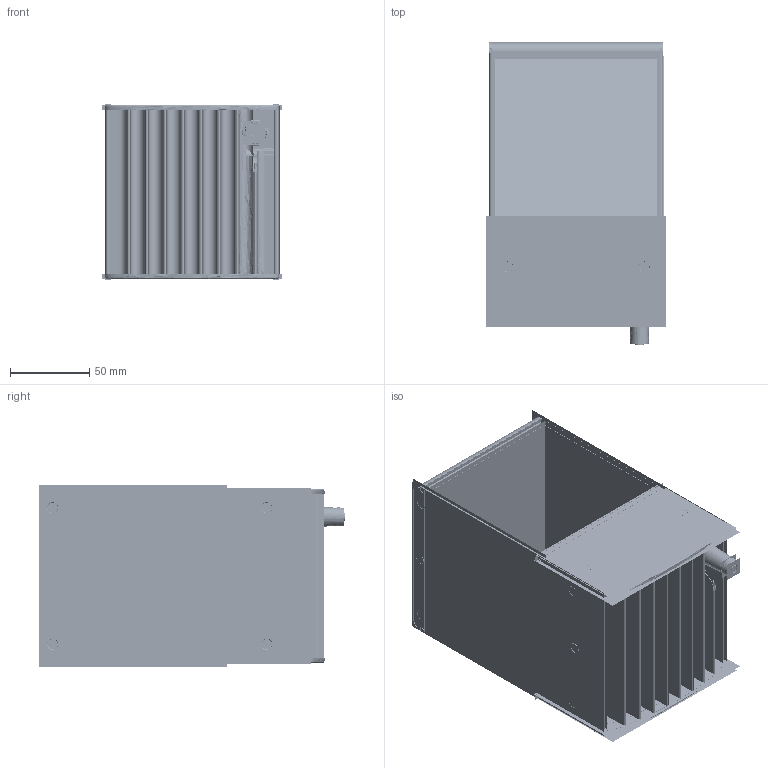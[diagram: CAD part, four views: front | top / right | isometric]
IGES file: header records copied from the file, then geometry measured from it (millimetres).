
Start section:  PTC IGES file: 148997.igs
Global section: file name: 148997.igs; native system: Creo Parametric by PTC Inc.; preprocessor: 2016260; author: PDMAdmin; organization: Unknown; date: 20170208.092615; units: millimetre
Bounding box: 113.62 x 193.21 x 114.24 mm (x, y, z)
Volume: 474372.5 mm3; surface area: 1729147.1 mm2
Topology: 439 solids, 463 shells, 27792 faces, 168417 edges, 231286 vertices
Faces by surface type: bspline 22232, revolution 5560
